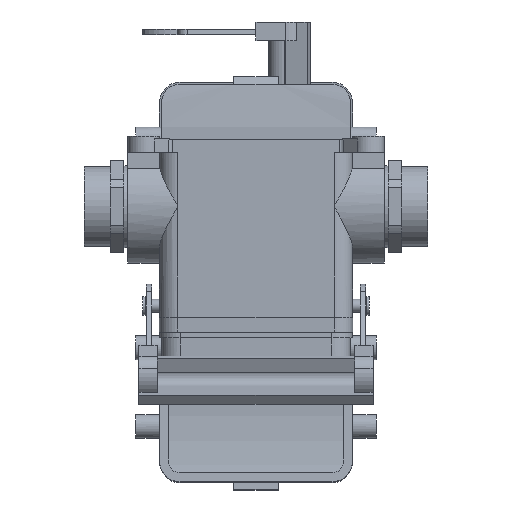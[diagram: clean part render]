
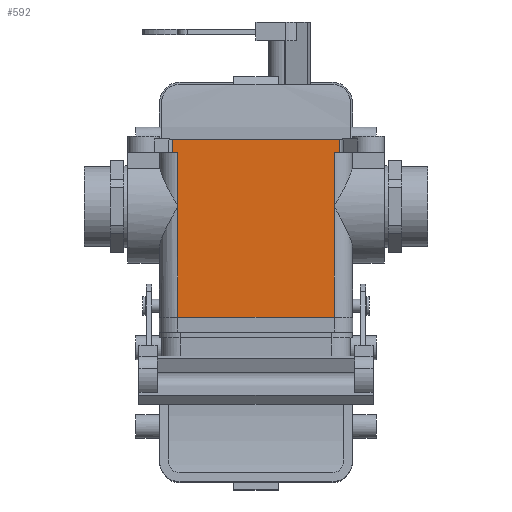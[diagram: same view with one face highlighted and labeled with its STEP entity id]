
A CAD part, top view. The second image highlights one B-rep face of the part: STEP entity #592.
In plain terms, the highlighted planar face has unit normal (0, 0, 1).
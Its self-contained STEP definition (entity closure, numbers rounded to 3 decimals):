
#592 = ADVANCED_FACE( '', ( #1355 ), #1356, .F. );
#1355 = FACE_OUTER_BOUND( '', #2313, .T. );
#1356 = PLANE( '', #2314 );
#2313 = EDGE_LOOP( '', ( #3973, #3974, #3975, #3976, #3977, #3978, #3979, #3980, #3981, #3982 ) );
#2314 = AXIS2_PLACEMENT_3D( '', #3983, #3984, #3985 );
#3973 = ORIENTED_EDGE( '', *, *, #6042, .T. );
#3974 = ORIENTED_EDGE( '', *, *, #5537, .T. );
#3975 = ORIENTED_EDGE( '', *, *, #6043, .F. );
#3976 = ORIENTED_EDGE( '', *, *, #6044, .T. );
#3977 = ORIENTED_EDGE( '', *, *, #6045, .T. );
#3978 = ORIENTED_EDGE( '', *, *, #5694, .F. );
#3979 = ORIENTED_EDGE( '', *, *, #6046, .F. );
#3980 = ORIENTED_EDGE( '', *, *, #6047, .F. );
#3981 = ORIENTED_EDGE( '', *, *, #5804, .F. );
#3982 = ORIENTED_EDGE( '', *, *, #6048, .T. );
#3983 = CARTESIAN_POINT( '', ( 32.515, -5., 21.5 ) );
#3984 = DIRECTION( '', ( 0., 0., -1. ) );
#3985 = DIRECTION( '', ( -1., 0., 0. ) );
#5537 = EDGE_CURVE( '', #6627, #6624, #6628, .F. );
#5694 = EDGE_CURVE( '', #6899, #6901, #6902, .T. );
#5804 = EDGE_CURVE( '', #7074, #7064, #7076, .T. );
#6042 = EDGE_CURVE( '', #7441, #6627, #7442, .T. );
#6043 = EDGE_CURVE( '', #7443, #6624, #7444, .T. );
#6044 = EDGE_CURVE( '', #7443, #7445, #7446, .T. );
#6045 = EDGE_CURVE( '', #7445, #6901, #7447, .T. );
#6046 = EDGE_CURVE( '', #7339, #6899, #7448, .T. );
#6047 = EDGE_CURVE( '', #7064, #7339, #7449, .T. );
#6048 = EDGE_CURVE( '', #7074, #7441, #7450, .T. );
#6624 = VERTEX_POINT( '', #8255 );
#6627 = VERTEX_POINT( '', #8258 );
#6628 = LINE( '', #8259, #8260 );
#6899 = VERTEX_POINT( '', #8648 );
#6901 = VERTEX_POINT( '', #8650 );
#6902 = LINE( '', #8651, #8652 );
#7064 = VERTEX_POINT( '', #8963 );
#7074 = VERTEX_POINT( '', #8976 );
#7076 = LINE( '', #8978, #8979 );
#7339 = VERTEX_POINT( '', #9371 );
#7441 = VERTEX_POINT( '', #9574 );
#7442 = LINE( '', #9575, #9576 );
#7443 = VERTEX_POINT( '', #9577 );
#7444 = LINE( '', #9578, #9579 );
#7445 = VERTEX_POINT( '', #9580 );
#7446 = LINE( '', #9581, #9582 );
#7447 = LINE( '', #9583, #9584 );
#7448 = LINE( '', #9585, #9586 );
#7449 = LINE( '', #9587, #9588 );
#7450 = LINE( '', #9589, #9590 );
#8255 = CARTESIAN_POINT( '', ( -31.686, -5., 21.5 ) );
#8258 = CARTESIAN_POINT( '', ( -31.686, 0., 21.5 ) );
#8259 = CARTESIAN_POINT( '', ( -31.686, -5., 21.5 ) );
#8260 = VECTOR( '', #10513, 1000. );
#8648 = CARTESIAN_POINT( '', ( 29.5, -67.4, 21.5 ) );
#8650 = CARTESIAN_POINT( '', ( -29.5, -67.4, 21.5 ) );
#8651 = CARTESIAN_POINT( '', ( -29.5, -67.4, 21.5 ) );
#8652 = VECTOR( '', #10703, 1000. );
#8963 = CARTESIAN_POINT( '', ( 29.5, -5., 21.5 ) );
#8976 = CARTESIAN_POINT( '', ( 31.686, -5., 21.5 ) );
#8978 = CARTESIAN_POINT( '', ( 32.515, -5., 21.5 ) );
#8979 = VECTOR( '', #10827, 1000. );
#9371 = CARTESIAN_POINT( '', ( 29.5, -25.5, 21.5 ) );
#9574 = CARTESIAN_POINT( '', ( 31.686, 0., 21.5 ) );
#9575 = CARTESIAN_POINT( '', ( 32.515, 0., 21.5 ) );
#9576 = VECTOR( '', #11136, 1000. );
#9577 = CARTESIAN_POINT( '', ( -29.5, -5., 21.5 ) );
#9578 = CARTESIAN_POINT( '', ( 32.515, -5., 21.5 ) );
#9579 = VECTOR( '', #11137, 1000. );
#9580 = CARTESIAN_POINT( '', ( -29.5, -25.5, 21.5 ) );
#9581 = CARTESIAN_POINT( '', ( -29.5, 64.704, 21.5 ) );
#9582 = VECTOR( '', #11138, 1000. );
#9583 = CARTESIAN_POINT( '', ( -29.5, 64.704, 21.5 ) );
#9584 = VECTOR( '', #11139, 1000. );
#9585 = CARTESIAN_POINT( '', ( 29.5, 64.704, 21.5 ) );
#9586 = VECTOR( '', #11140, 1000. );
#9587 = CARTESIAN_POINT( '', ( 29.5, 64.704, 21.5 ) );
#9588 = VECTOR( '', #11141, 1000. );
#9589 = CARTESIAN_POINT( '', ( 31.686, 0., 21.5 ) );
#9590 = VECTOR( '', #11142, 1000. );
#10513 = DIRECTION( '', ( 0., 1., 0. ) );
#10703 = DIRECTION( '', ( -1., 0., 0. ) );
#10827 = DIRECTION( '', ( -1., 0., 0. ) );
#11136 = DIRECTION( '', ( -1., 0., 0. ) );
#11137 = DIRECTION( '', ( -1., 0., 0. ) );
#11138 = DIRECTION( '', ( 0., -1., 0. ) );
#11139 = DIRECTION( '', ( 0., -1., 0. ) );
#11140 = DIRECTION( '', ( 0., -1., 0. ) );
#11141 = DIRECTION( '', ( 0., -1., 0. ) );
#11142 = DIRECTION( '', ( 0., 1., 0. ) );
